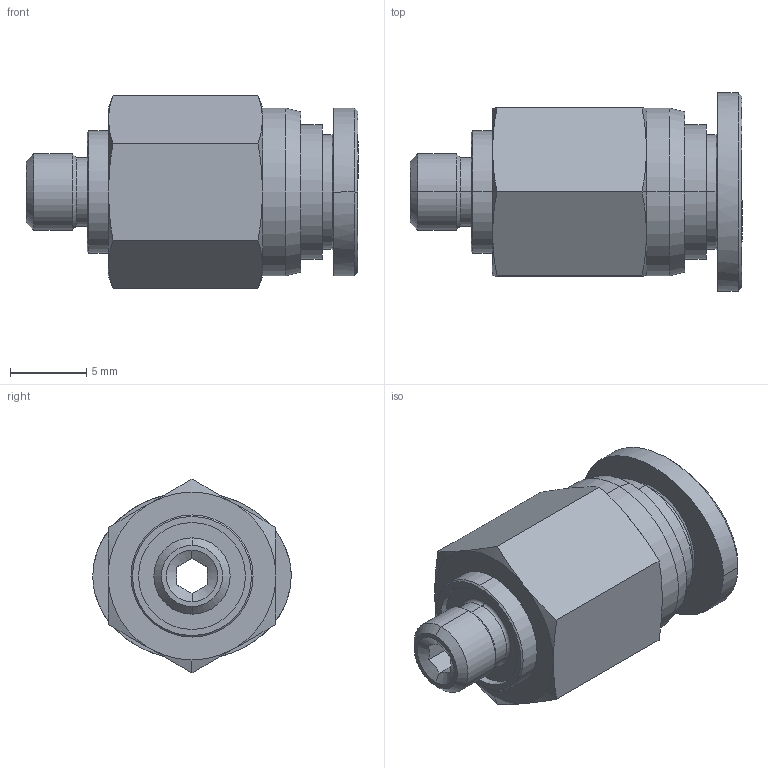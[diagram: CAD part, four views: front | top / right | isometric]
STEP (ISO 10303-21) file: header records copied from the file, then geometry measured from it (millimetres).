
FILE_DESCRIPTION (( 'STEP AP214' ), '1' );
FILE_NAME ('PC06-M5.STEP', '2017-03-31T10:27:15', ( '' ), ( '' ), 'SwSTEP 2.0', 'SolidWorks 2016', '' );
FILE_SCHEMA (( 'AUTOMOTIVE_DESIGN' ));
Length unit declared in the file: millimetre
Products named in the file (1): PC06-M5
Bounding box: 21.75 x 13 x 12.7 mm (x, y, z)
Surface area: 1322.6 mm2 (no closed solid volume)
Topology: 0 solids, 2 shells, 264 faces, 720 edges, 469 vertices
Faces by surface type: plane 179, bspline 32, cone 26, cylinder 25, torus 2
Entity records: 12325 total; most frequent: CARTESIAN_POINT 3064, ORIENTED_EDGE 1412, DIRECTION 1153, EDGE_CURVE 720, VECTOR 537, LINE 537, VERTEX_POINT 469, AXIS2_PLACEMENT_3D 308
